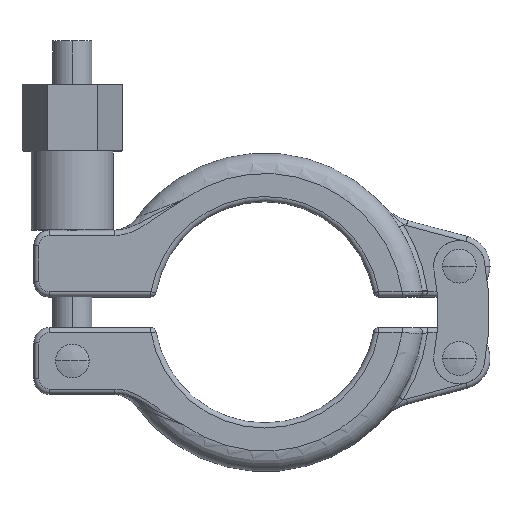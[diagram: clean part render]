
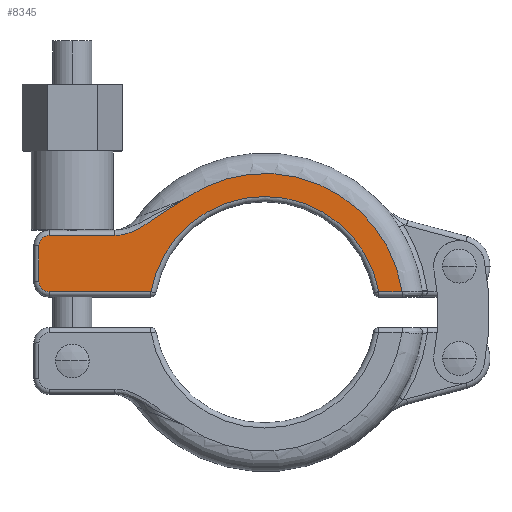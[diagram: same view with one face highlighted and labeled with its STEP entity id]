
A CAD part, top view. The second image highlights one B-rep face of the part: STEP entity #8345.
In plain terms, the highlighted planar face has unit normal (0, 0, 1).
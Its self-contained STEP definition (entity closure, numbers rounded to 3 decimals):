
#55 = AXIS2_PLACEMENT_3D ( 'NONE', #2597, #12687, #441 ) ;
#82 = VERTEX_POINT ( 'NONE', #10423 ) ;
#100 = EDGE_CURVE ( 'NONE', #2231, #5394, #2408, .T. ) ;
#236 = CARTESIAN_POINT ( 'NONE',  ( -15.824, 22., 8.5 ) ) ;
#328 = CARTESIAN_POINT ( 'NONE',  ( -44.1, 6., 8.5 ) ) ;
#441 = DIRECTION ( 'NONE',  ( 1., 0., 0. ) ) ;
#549 = CARTESIAN_POINT ( 'NONE',  ( -29.299, 15., 8.5 ) ) ;
#650 = CARTESIAN_POINT ( 'NONE',  ( 26.933, 4., 8.5 ) ) ;
#761 = CARTESIAN_POINT ( 'NONE',  ( -21.391, 4., 8.5 ) ) ;
#797 = CARTESIAN_POINT ( 'NONE',  ( 0., 0., 8.5 ) ) ;
#853 = B_SPLINE_CURVE_WITH_KNOTS ( 'NONE', 3,
 ( #2505, #8503, #3619, #12465, #11554, #4617, #3486, #6594, #4550, #8636, #10514, #7376, #3350, #6399, #7512, #549 ),
 .UNSPECIFIED., .F., .F.,
 ( 4, 2, 2, 2, 2, 2, 2, 4 ),
 ( 0., 0.004, 0.006, 0.008, 0.012, 0.012, 0.013, 0.015 ),
 .UNSPECIFIED. ) ;
#1117 = DIRECTION ( 'NONE',  ( -1., 0., 0. ) ) ;
#1270 = PLANE ( 'NONE',  #1529 ) ;
#1274 = CARTESIAN_POINT ( 'NONE',  ( 22.243, 4., 8.5 ) ) ;
#1529 = AXIS2_PLACEMENT_3D ( 'NONE', #5089, #7263, #11178 ) ;
#2055 = CARTESIAN_POINT ( 'NONE',  ( -44.1, 13., 8.5 ) ) ;
#2231 = VERTEX_POINT ( 'NONE', #1274 ) ;
#2339 = EDGE_CURVE ( 'NONE', #8494, #12486, #2720, .T. ) ;
#2408 = LINE ( 'NONE', #650, #10377 ) ;
#2505 = CARTESIAN_POINT ( 'NONE',  ( -15.824, 22., 8.5 ) ) ;
#2509 = VERTEX_POINT ( 'NONE', #2055 ) ;
#2597 = CARTESIAN_POINT ( 'NONE',  ( 0., 0., 8.5 ) ) ;
#2686 = ORIENTED_EDGE ( 'NONE', *, *, #100, .T. ) ;
#2720 = LINE ( 'NONE', #761, #2921 ) ;
#2921 = VECTOR ( 'NONE', #11835, 1000. ) ;
#3350 = CARTESIAN_POINT ( 'NONE',  ( -27.083, 15.29, 8.5 ) ) ;
#3362 = CARTESIAN_POINT ( 'NONE',  ( -42.1, 15., 8.5 ) ) ;
#3486 = CARTESIAN_POINT ( 'NONE',  ( -21.724, 18.121, 8.5 ) ) ;
#3531 = CARTESIAN_POINT ( 'NONE',  ( -22.243, 4., 8.5 ) ) ;
#3619 = CARTESIAN_POINT ( 'NONE',  ( -18.032, 20.685, 8.5 ) ) ;
#4288 = CARTESIAN_POINT ( 'NONE',  ( 26.803, 4., 8.5 ) ) ;
#4550 = CARTESIAN_POINT ( 'NONE',  ( -24.388, 16.338, 8.5 ) ) ;
#4569 = EDGE_CURVE ( 'NONE', #82, #8494, #11550, .T. ) ;
#4590 = EDGE_CURVE ( 'NONE', #5394, #7253, #5269, .T. ) ;
#4617 = CARTESIAN_POINT ( 'NONE',  ( -21.201, 18.494, 8.5 ) ) ;
#4864 = CARTESIAN_POINT ( 'NONE',  ( -42.1, 6., 8.5 ) ) ;
#4999 = CARTESIAN_POINT ( 'NONE',  ( -42.1, 15., 8.5 ) ) ;
#5089 = CARTESIAN_POINT ( 'NONE',  ( 0., 0., 8.5 ) ) ;
#5269 = CIRCLE ( 'NONE', #12594, 27.1 ) ;
#5394 = VERTEX_POINT ( 'NONE', #4288 ) ;
#5523 = EDGE_CURVE ( 'NONE', #7253, #6499, #853, .T. ) ;
#5678 = ORIENTED_EDGE ( 'NONE', *, *, #5753, .T. ) ;
#5753 = EDGE_CURVE ( 'NONE', #6499, #8580, #7167, .T. ) ;
#5912 = AXIS2_PLACEMENT_3D ( 'NONE', #4864, #11678, #6721 ) ;
#6399 = CARTESIAN_POINT ( 'NONE',  ( -28.016, 15.077, 8.5 ) ) ;
#6499 = VERTEX_POINT ( 'NONE', #9577 ) ;
#6594 = CARTESIAN_POINT ( 'NONE',  ( -23.31, 17.03, 8.5 ) ) ;
#6721 = DIRECTION ( 'NONE',  ( 1., 0., 0. ) ) ;
#6901 = ORIENTED_EDGE ( 'NONE', *, *, #11591, .T. ) ;
#6930 = ORIENTED_EDGE ( 'NONE', *, *, #4590, .T. ) ;
#7167 = LINE ( 'NONE', #4999, #11783 ) ;
#7253 = VERTEX_POINT ( 'NONE', #236 ) ;
#7263 = DIRECTION ( 'NONE',  ( 0., 0., 1. ) ) ;
#7360 = DIRECTION ( 'NONE',  ( 0., -1., 0. ) ) ;
#7376 = CARTESIAN_POINT ( 'NONE',  ( -26.775, 15.377, 8.5 ) ) ;
#7512 = CARTESIAN_POINT ( 'NONE',  ( -28.65, 15., 8.5 ) ) ;
#7599 = CIRCLE ( 'NONE', #55, 22.6 ) ;
#7832 = DIRECTION ( 'NONE',  ( 1., 0., 0. ) ) ;
#7856 = CIRCLE ( 'NONE', #8909, 2. ) ;
#7867 = ORIENTED_EDGE ( 'NONE', *, *, #12785, .T. ) ;
#7903 = VECTOR ( 'NONE', #7360, 1000. ) ;
#8073 = ORIENTED_EDGE ( 'NONE', *, *, #2339, .T. ) ;
#8184 = FACE_OUTER_BOUND ( 'NONE', #9069, .T. ) ;
#8324 = ORIENTED_EDGE ( 'NONE', *, *, #5523, .T. ) ;
#8345 = ADVANCED_FACE ( 'NONE', ( #8184 ), #1270, .T. ) ;
#8494 = VERTEX_POINT ( 'NONE', #8516 ) ;
#8503 = CARTESIAN_POINT ( 'NONE',  ( -16.945, 21.372, 8.5 ) ) ;
#8516 = CARTESIAN_POINT ( 'NONE',  ( -42.1, 4., 8.5 ) ) ;
#8580 = VERTEX_POINT ( 'NONE', #3362 ) ;
#8636 = CARTESIAN_POINT ( 'NONE',  ( -25.863, 15.698, 8.5 ) ) ;
#8677 = DIRECTION ( 'NONE',  ( 0., 0., 1. ) ) ;
#8909 = AXIS2_PLACEMENT_3D ( 'NONE', #9648, #8677, #12637 ) ;
#9069 = EDGE_LOOP ( 'NONE', ( #6930, #8324, #5678, #9070, #6901, #12554, #8073, #7867, #2686 ) ) ;
#9070 = ORIENTED_EDGE ( 'NONE', *, *, #9130, .T. ) ;
#9130 = EDGE_CURVE ( 'NONE', #8580, #2509, #7856, .T. ) ;
#9577 = CARTESIAN_POINT ( 'NONE',  ( -29.299, 15., 8.5 ) ) ;
#9648 = CARTESIAN_POINT ( 'NONE',  ( -42.1, 13., 8.5 ) ) ;
#10377 = VECTOR ( 'NONE', #11464, 1000. ) ;
#10423 = CARTESIAN_POINT ( 'NONE',  ( -44.1, 6., 8.5 ) ) ;
#10514 = CARTESIAN_POINT ( 'NONE',  ( -26.165, 15.581, 8.5 ) ) ;
#11178 = DIRECTION ( 'NONE',  ( 1., 0., 0. ) ) ;
#11464 = DIRECTION ( 'NONE',  ( 1., 0., 0. ) ) ;
#11537 = LINE ( 'NONE', #328, #7903 ) ;
#11550 = CIRCLE ( 'NONE', #5912, 2. ) ;
#11554 = CARTESIAN_POINT ( 'NONE',  ( -20.152, 19.235, 8.5 ) ) ;
#11591 = EDGE_CURVE ( 'NONE', #2509, #82, #11537, .T. ) ;
#11678 = DIRECTION ( 'NONE',  ( 0., 0., 1. ) ) ;
#11783 = VECTOR ( 'NONE', #1117, 1000. ) ;
#11835 = DIRECTION ( 'NONE',  ( 1., 0., 0. ) ) ;
#12465 = CARTESIAN_POINT ( 'NONE',  ( -19.627, 19.604, 8.5 ) ) ;
#12486 = VERTEX_POINT ( 'NONE', #3531 ) ;
#12554 = ORIENTED_EDGE ( 'NONE', *, *, #4569, .T. ) ;
#12594 = AXIS2_PLACEMENT_3D ( 'NONE', #797, #12852, #7832 ) ;
#12637 = DIRECTION ( 'NONE',  ( 1., 0., 0. ) ) ;
#12687 = DIRECTION ( 'NONE',  ( 0., 0., -1. ) ) ;
#12785 = EDGE_CURVE ( 'NONE', #12486, #2231, #7599, .T. ) ;
#12852 = DIRECTION ( 'NONE',  ( 0., 0., 1. ) ) ;
